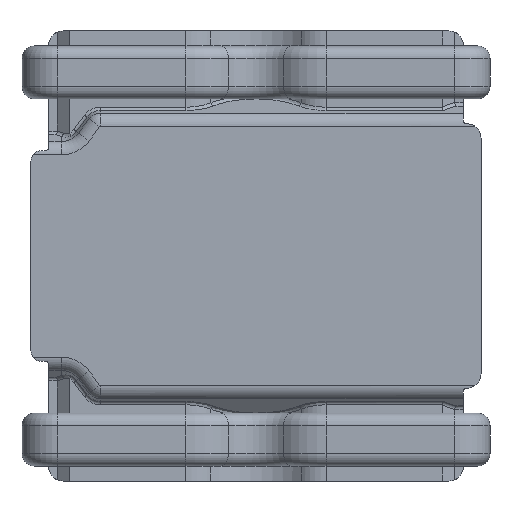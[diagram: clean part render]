
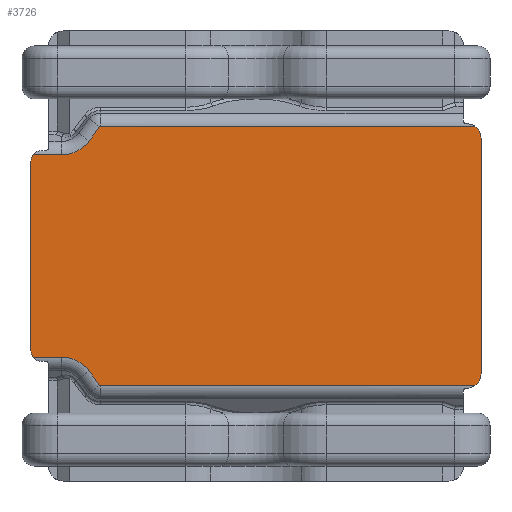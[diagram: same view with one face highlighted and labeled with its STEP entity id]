
A CAD part, front view. The second image highlights one B-rep face of the part: STEP entity #3726.
In plain terms, the highlighted planar face has unit normal (0, -1, 0).
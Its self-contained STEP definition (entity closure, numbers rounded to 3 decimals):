
#106 = VERTEX_POINT ( 'NONE', #872 ) ;
#118 = ORIENTED_EDGE ( 'NONE', *, *, #12844, .T. ) ;
#133 = VERTEX_POINT ( 'NONE', #1891 ) ;
#143 = DIRECTION ( 'NONE',  ( 0.602, 0., -0.799 ) ) ;
#171 = LINE ( 'NONE', #5002, #10275 ) ;
#322 = VERTEX_POINT ( 'NONE', #8253 ) ;
#383 = CARTESIAN_POINT ( 'NONE',  ( -5.452, -3.9, -2.829 ) ) ;
#388 = EDGE_CURVE ( 'NONE', #2556, #9577, #6192, .T. ) ;
#402 = EDGE_CURVE ( 'NONE', #12860, #133, #3831, .T. ) ;
#542 = DIRECTION ( 'NONE',  ( 0., 0., 1. ) ) ;
#730 = VECTOR ( 'NONE', #4426, 1000. ) ;
#741 = DIRECTION ( 'NONE',  ( 0., 0., 1. ) ) ;
#872 = CARTESIAN_POINT ( 'NONE',  ( 6.127, -3.9, -3.629 ) ) ;
#1086 = VECTOR ( 'NONE', #1480, 1000. ) ;
#1211 = DIRECTION ( 'NONE',  ( 0., 0., 1. ) ) ;
#1413 = ORIENTED_EDGE ( 'NONE', *, *, #3542, .T. ) ;
#1480 = DIRECTION ( 'NONE',  ( 0., 0., -1. ) ) ;
#1519 = AXIS2_PLACEMENT_3D ( 'NONE', #8335, #6419, #10371 ) ;
#1634 = CARTESIAN_POINT ( 'NONE',  ( -5.452, -3.9, -3.8 ) ) ;
#1745 = AXIS2_PLACEMENT_3D ( 'NONE', #2731, #8664, #741 ) ;
#1891 = CARTESIAN_POINT ( 'NONE',  ( -4.351, -3.9, -3.629 ) ) ;
#1932 = EDGE_CURVE ( 'NONE', #2810, #9564, #8794, .T. ) ;
#1934 = VECTOR ( 'NONE', #6051, 1000. ) ;
#1969 = VERTEX_POINT ( 'NONE', #6588 ) ;
#1987 = DIRECTION ( 'NONE',  ( -1., 0., 0. ) ) ;
#1992 = ORIENTED_EDGE ( 'NONE', *, *, #402, .T. ) ;
#2005 = CARTESIAN_POINT ( 'NONE',  ( -4.529, -3.9, 3.413 ) ) ;
#2094 = LINE ( 'NONE', #2005, #1934 ) ;
#2129 = CARTESIAN_POINT ( 'NONE',  ( -4.529, -3.9, -3.413 ) ) ;
#2166 = DIRECTION ( 'NONE',  ( 0., 1., 0. ) ) ;
#2293 = PLANE ( 'NONE',  #9701 ) ;
#2556 = VERTEX_POINT ( 'NONE', #10360 ) ;
#2565 = ORIENTED_EDGE ( 'NONE', *, *, #3600, .T. ) ;
#2731 = CARTESIAN_POINT ( 'NONE',  ( -6., -3.9, -2.65 ) ) ;
#2785 = LINE ( 'NONE', #4296, #730 ) ;
#2810 = VERTEX_POINT ( 'NONE', #11867 ) ;
#2885 = CARTESIAN_POINT ( 'NONE',  ( -6.3, -3.9, 0. ) ) ;
#2887 = ORIENTED_EDGE ( 'NONE', *, *, #3524, .T. ) ;
#2898 = CARTESIAN_POINT ( 'NONE',  ( -5.452, -3.9, 2.829 ) ) ;
#3006 = EDGE_CURVE ( 'NONE', #11323, #5487, #5571, .T. ) ;
#3041 = CARTESIAN_POINT ( 'NONE',  ( 0., -3.9, 2.829 ) ) ;
#3336 = DIRECTION ( 'NONE',  ( 0., 0., 1. ) ) ;
#3410 = CARTESIAN_POINT ( 'NONE',  ( -6.241, -3.9, -2.829 ) ) ;
#3524 = EDGE_CURVE ( 'NONE', #106, #322, #9241, .T. ) ;
#3542 = EDGE_CURVE ( 'NONE', #1969, #2556, #2094, .T. ) ;
#3547 = CARTESIAN_POINT ( 'NONE',  ( -4.374, -3.9, -3.618 ) ) ;
#3600 = EDGE_CURVE ( 'NONE', #9577, #2810, #7540, .T. ) ;
#3627 = CARTESIAN_POINT ( 'NONE',  ( -6., -3.9, 2.65 ) ) ;
#3630 = ORIENTED_EDGE ( 'NONE', *, *, #1932, .T. ) ;
#3644 = DIRECTION ( 'NONE',  ( 0., 1., 0. ) ) ;
#3716 = DIRECTION ( 'NONE',  ( 0., 0., -1. ) ) ;
#3726 = ADVANCED_FACE ( 'NONE', ( #5061 ), #2293, .F. ) ;
#3831 = CIRCLE ( 'NONE', #11091, 0.029 ) ;
#3911 = VECTOR ( 'NONE', #3716, 1000. ) ;
#4162 = ORIENTED_EDGE ( 'NONE', *, *, #7685, .F. ) ;
#4208 = VERTEX_POINT ( 'NONE', #6974 ) ;
#4296 = CARTESIAN_POINT ( 'NONE',  ( -4.351, -3.9, 3.629 ) ) ;
#4426 = DIRECTION ( 'NONE',  ( -1., 0., 0. ) ) ;
#4966 = EDGE_CURVE ( 'NONE', #10269, #1969, #8509, .T. ) ;
#5002 = CARTESIAN_POINT ( 'NONE',  ( -5.452, -3.9, -2.829 ) ) ;
#5033 = DIRECTION ( 'NONE',  ( 0., 0., 1. ) ) ;
#5061 = FACE_OUTER_BOUND ( 'NONE', #11244, .T. ) ;
#5208 = AXIS2_PLACEMENT_3D ( 'NONE', #1634, #3644, #11547 ) ;
#5384 = ORIENTED_EDGE ( 'NONE', *, *, #12427, .T. ) ;
#5487 = VERTEX_POINT ( 'NONE', #10895 ) ;
#5571 = CIRCLE ( 'NONE', #5208, 0.971 ) ;
#5639 = CARTESIAN_POINT ( 'NONE',  ( 6.3, -3.9, 3.3 ) ) ;
#6051 = DIRECTION ( 'NONE',  ( -0.602, 0., -0.799 ) ) ;
#6192 = CIRCLE ( 'NONE', #1519, 0.971 ) ;
#6403 = ORIENTED_EDGE ( 'NONE', *, *, #7418, .T. ) ;
#6419 = DIRECTION ( 'NONE',  ( 0., 1., 0. ) ) ;
#6588 = CARTESIAN_POINT ( 'NONE',  ( -4.374, -3.9, 3.618 ) ) ;
#6626 = AXIS2_PLACEMENT_3D ( 'NONE', #10942, #9035, #5033 ) ;
#6833 = VECTOR ( 'NONE', #12412, 1000. ) ;
#6939 = DIRECTION ( 'NONE',  ( 1., 0., 0. ) ) ;
#6974 = CARTESIAN_POINT ( 'NONE',  ( -6.3, -3.9, -2.65 ) ) ;
#7191 = EDGE_CURVE ( 'NONE', #8259, #11064, #9215, .T. ) ;
#7418 = EDGE_CURVE ( 'NONE', #11801, #11323, #171, .T. ) ;
#7540 = LINE ( 'NONE', #3041, #10787 ) ;
#7634 = ORIENTED_EDGE ( 'NONE', *, *, #388, .T. ) ;
#7659 = CARTESIAN_POINT ( 'NONE',  ( -4.351, -3.9, -3.6 ) ) ;
#7685 = EDGE_CURVE ( 'NONE', #8259, #322, #9024, .T. ) ;
#8003 = DIRECTION ( 'NONE',  ( 0., -1., 0. ) ) ;
#8031 = ORIENTED_EDGE ( 'NONE', *, *, #12242, .T. ) ;
#8253 = CARTESIAN_POINT ( 'NONE',  ( 6.3, -3.9, -3.3 ) ) ;
#8259 = VERTEX_POINT ( 'NONE', #5639 ) ;
#8272 = ORIENTED_EDGE ( 'NONE', *, *, #3006, .T. ) ;
#8335 = CARTESIAN_POINT ( 'NONE',  ( -5.452, -3.9, 3.8 ) ) ;
#8340 = CARTESIAN_POINT ( 'NONE',  ( 6.3, -3.9, 0. ) ) ;
#8425 = CARTESIAN_POINT ( 'NONE',  ( 5.9, -3.9, 3.3 ) ) ;
#8426 = CARTESIAN_POINT ( 'NONE',  ( 5.8, -3.9, -3.629 ) ) ;
#8495 = DIRECTION ( 'NONE',  ( 0., -1., 0. ) ) ;
#8509 = CIRCLE ( 'NONE', #11894, 0.029 ) ;
#8664 = DIRECTION ( 'NONE',  ( 0., -1., 0. ) ) ;
#8710 = VECTOR ( 'NONE', #143, 1000. ) ;
#8794 = CIRCLE ( 'NONE', #12169, 0.3 ) ;
#9024 = LINE ( 'NONE', #8340, #1086 ) ;
#9035 = DIRECTION ( 'NONE',  ( 0., -1., 0. ) ) ;
#9135 = CARTESIAN_POINT ( 'NONE',  ( -4.351, -3.9, 3.629 ) ) ;
#9180 = EDGE_CURVE ( 'NONE', #9564, #4208, #11831, .T. ) ;
#9215 = CIRCLE ( 'NONE', #9447, 0.4 ) ;
#9241 = CIRCLE ( 'NONE', #6626, 0.4 ) ;
#9275 = CARTESIAN_POINT ( 'NONE',  ( 0., -3.9, 0. ) ) ;
#9308 = ORIENTED_EDGE ( 'NONE', *, *, #7191, .T. ) ;
#9447 = AXIS2_PLACEMENT_3D ( 'NONE', #8425, #11400, #11489 ) ;
#9564 = VERTEX_POINT ( 'NONE', #9805 ) ;
#9577 = VERTEX_POINT ( 'NONE', #2898 ) ;
#9701 = AXIS2_PLACEMENT_3D ( 'NONE', #9275, #2166, #3336 ) ;
#9771 = CARTESIAN_POINT ( 'NONE',  ( 6.127, -3.9, 3.629 ) ) ;
#9805 = CARTESIAN_POINT ( 'NONE',  ( -6.3, -3.9, 2.65 ) ) ;
#10072 = ORIENTED_EDGE ( 'NONE', *, *, #12784, .T. ) ;
#10269 = VERTEX_POINT ( 'NONE', #9135 ) ;
#10275 = VECTOR ( 'NONE', #6939, 1000. ) ;
#10360 = CARTESIAN_POINT ( 'NONE',  ( -4.677, -3.9, 3.216 ) ) ;
#10371 = DIRECTION ( 'NONE',  ( 0., 0., 1. ) ) ;
#10558 = DIRECTION ( 'NONE',  ( 0., -1., 0. ) ) ;
#10744 = LINE ( 'NONE', #2129, #8710 ) ;
#10787 = VECTOR ( 'NONE', #1987, 1000. ) ;
#10895 = CARTESIAN_POINT ( 'NONE',  ( -4.677, -3.9, -3.216 ) ) ;
#10942 = CARTESIAN_POINT ( 'NONE',  ( 5.9, -3.9, -3.3 ) ) ;
#11064 = VERTEX_POINT ( 'NONE', #9771 ) ;
#11081 = CARTESIAN_POINT ( 'NONE',  ( -4.351, -3.9, 3.6 ) ) ;
#11091 = AXIS2_PLACEMENT_3D ( 'NONE', #7659, #8495, #542 ) ;
#11244 = EDGE_LOOP ( 'NONE', ( #5384, #6403, #8272, #8031, #1992, #118, #2887, #4162, #9308, #10072, #11439, #1413, #7634, #2565, #3630, #12776 ) ) ;
#11323 = VERTEX_POINT ( 'NONE', #383 ) ;
#11400 = DIRECTION ( 'NONE',  ( 0., -1., 0. ) ) ;
#11439 = ORIENTED_EDGE ( 'NONE', *, *, #4966, .T. ) ;
#11489 = DIRECTION ( 'NONE',  ( 0., 0., 1. ) ) ;
#11547 = DIRECTION ( 'NONE',  ( 0., 0., 1. ) ) ;
#11576 = DIRECTION ( 'NONE',  ( 0., 0., 1. ) ) ;
#11801 = VERTEX_POINT ( 'NONE', #3410 ) ;
#11831 = LINE ( 'NONE', #2885, #3911 ) ;
#11867 = CARTESIAN_POINT ( 'NONE',  ( -6.241, -3.9, 2.829 ) ) ;
#11894 = AXIS2_PLACEMENT_3D ( 'NONE', #11081, #8003, #1211 ) ;
#12142 = CIRCLE ( 'NONE', #1745, 0.3 ) ;
#12169 = AXIS2_PLACEMENT_3D ( 'NONE', #3627, #10558, #11576 ) ;
#12242 = EDGE_CURVE ( 'NONE', #5487, #12860, #10744, .T. ) ;
#12412 = DIRECTION ( 'NONE',  ( 1., 0., 0. ) ) ;
#12426 = LINE ( 'NONE', #8426, #6833 ) ;
#12427 = EDGE_CURVE ( 'NONE', #4208, #11801, #12142, .T. ) ;
#12776 = ORIENTED_EDGE ( 'NONE', *, *, #9180, .T. ) ;
#12784 = EDGE_CURVE ( 'NONE', #11064, #10269, #2785, .T. ) ;
#12844 = EDGE_CURVE ( 'NONE', #133, #106, #12426, .T. ) ;
#12860 = VERTEX_POINT ( 'NONE', #3547 ) ;
